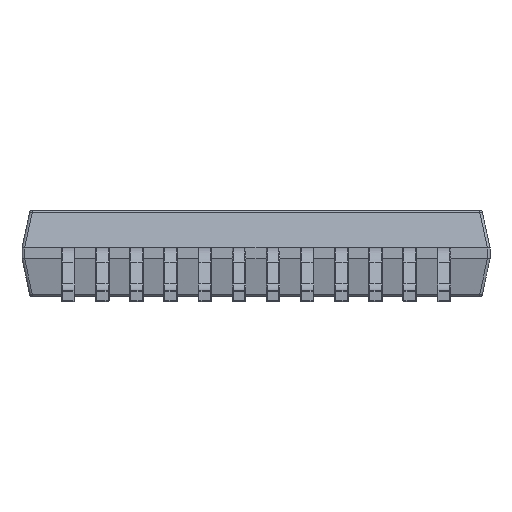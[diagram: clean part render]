
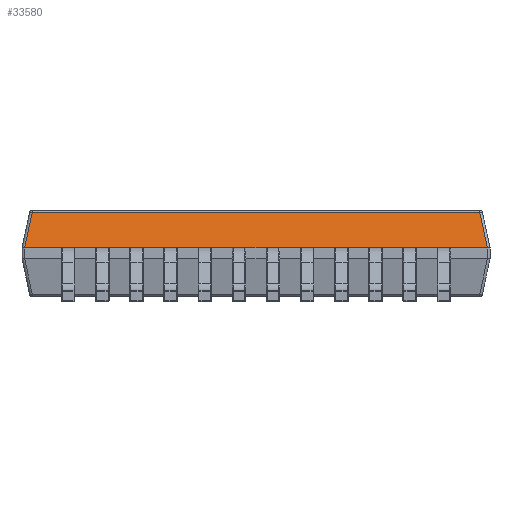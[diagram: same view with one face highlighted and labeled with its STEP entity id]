
A CAD part, left-side view. The second image highlights one B-rep face of the part: STEP entity #33580.
In plain terms, the highlighted planar face has unit normal (-0.978, 0, 0.209).
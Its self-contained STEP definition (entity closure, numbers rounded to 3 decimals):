
#1482 = CARTESIAN_POINT ( 'NONE',  ( -1.95, -4.3, 0.9 ) ) ;
#3230 = DIRECTION ( 'NONE',  ( 0., 1., 0. ) ) ;
#4223 = ORIENTED_EDGE ( 'NONE', *, *, #37646, .T. ) ;
#5034 = CARTESIAN_POINT ( 'NONE',  ( -1.808, -4.16, 1.56 ) ) ;
#8193 = CARTESIAN_POINT ( 'NONE',  ( -1.95, 4.35, 0.9 ) ) ;
#11259 = VERTEX_POINT ( 'NONE', #64660 ) ;
#11734 = EDGE_LOOP ( 'NONE', ( #47722, #22224, #26109, #63568, #68152, #4223 ) ) ;
#11995 = CARTESIAN_POINT ( 'NONE',  ( -1.95, -4.3, 0.9 ) ) ;
#12123 = FACE_OUTER_BOUND ( 'NONE', #11734, .T. ) ;
#13952 = PLANE ( 'NONE',  #66617 ) ;
#13974 = EDGE_CURVE ( 'NONE', #11259, #34753, #23033, .T. ) ;
#16301 = CARTESIAN_POINT ( 'NONE',  ( -1.95, -4.301, 0.9 ) ) ;
#17344 = CARTESIAN_POINT ( 'NONE',  ( -1.95, 4.301, 0.9 ) ) ;
#18436 = CARTESIAN_POINT ( 'NONE',  ( -1.95, 4.3, 0.9 ) ) ;
#22057 = EDGE_CURVE ( 'NONE', #45005, #11259, #53262, .T. ) ;
#22224 = ORIENTED_EDGE ( 'NONE', *, *, #65500, .T. ) ;
#23033 = LINE ( 'NONE', #23399, #25787 ) ;
#23399 = CARTESIAN_POINT ( 'NONE',  ( -1.625, 3.977, 2.415 ) ) ;
#23732 = CARTESIAN_POINT ( 'NONE',  ( -1.625, -3.977, 2.415 ) ) ;
#24941 = LINE ( 'NONE', #8193, #60079 ) ;
#25787 = VECTOR ( 'NONE', #68047, 1000. ) ;
#25839 = DIRECTION ( 'NONE',  ( 0., 1., 0. ) ) ;
#26109 = ORIENTED_EDGE ( 'NONE', *, *, #33328, .T. ) ;
#29270 = LINE ( 'NONE', #23732, #59427 ) ;
#30178 = EDGE_CURVE ( 'NONE', #64377, #39344, #24941, .T. ) ;
#33328 = EDGE_CURVE ( 'NONE', #42894, #45005, #29270, .T. ) ;
#33525 = CARTESIAN_POINT ( 'NONE',  ( -1.95, 4.3, 0.9 ) ) ;
#33580 = ADVANCED_FACE ( 'NONE', ( #12123 ), #13952, .T. ) ;
#33849 = CARTESIAN_POINT ( 'NONE',  ( -1.95, -4.3, 0.9 ) ) ;
#34753 = VERTEX_POINT ( 'NONE', #41007 ) ;
#37646 = EDGE_CURVE ( 'NONE', #34753, #39344, #54639, .T. ) ;
#39344 = VERTEX_POINT ( 'NONE', #33525 ) ;
#40603 = CARTESIAN_POINT ( 'NONE',  ( -1.95, 4.301, 0.9 ) ) ;
#41007 = CARTESIAN_POINT ( 'NONE',  ( -1.95, 4.301, 0.9 ) ) ;
#42894 = VERTEX_POINT ( 'NONE', #16301 ) ;
#42939 = VECTOR ( 'NONE', #3230, 1000. ) ;
#45005 = VERTEX_POINT ( 'NONE', #5034 ) ;
#47722 = ORIENTED_EDGE ( 'NONE', *, *, #30178, .F. ) ;
#51850 =( BOUNDED_CURVE ( )  B_SPLINE_CURVE ( 3, ( #11995, #33849, #73118, #61530 ),
 .UNSPECIFIED., .F., .F. ) 
 B_SPLINE_CURVE_WITH_KNOTS ( ( 4, 4 ),
 ( 0., 0.022 ),
 .UNSPECIFIED. ) 
 CURVE ( )  GEOMETRIC_REPRESENTATION_ITEM ( )  RATIONAL_B_SPLINE_CURVE ( ( 1., 1., 1., 1. ) ) 
 REPRESENTATION_ITEM ( '' )  );
#53262 = LINE ( 'NONE', #53967, #42939 ) ;
#53967 = CARTESIAN_POINT ( 'NONE',  ( -1.808, 0., 1.56 ) ) ;
#54639 =( BOUNDED_CURVE ( )  B_SPLINE_CURVE ( 3, ( #40603, #17344, #63071, #18436 ),
 .UNSPECIFIED., .F., .T. ) 
 B_SPLINE_CURVE_WITH_KNOTS ( ( 4, 4 ),
 ( 6.261, 6.283 ),
 .UNSPECIFIED. ) 
 CURVE ( )  GEOMETRIC_REPRESENTATION_ITEM ( )  RATIONAL_B_SPLINE_CURVE ( ( 1., 1., 1., 1. ) ) 
 REPRESENTATION_ITEM ( '' )  );
#58030 = DIRECTION ( 'NONE',  ( 0.205, 0.205, 0.957 ) ) ;
#59427 = VECTOR ( 'NONE', #58030, 1000. ) ;
#60079 = VECTOR ( 'NONE', #63293, 1000. ) ;
#61530 = CARTESIAN_POINT ( 'NONE',  ( -1.95, -4.301, 0.9 ) ) ;
#63071 = CARTESIAN_POINT ( 'NONE',  ( -1.95, 4.3, 0.9 ) ) ;
#63293 = DIRECTION ( 'NONE',  ( 0., 1., 0. ) ) ;
#63568 = ORIENTED_EDGE ( 'NONE', *, *, #22057, .T. ) ;
#64199 = DIRECTION ( 'NONE',  ( -0.978, 0., 0.21 ) ) ;
#64377 = VERTEX_POINT ( 'NONE', #1482 ) ;
#64660 = CARTESIAN_POINT ( 'NONE',  ( -1.808, 4.16, 1.56 ) ) ;
#65500 = EDGE_CURVE ( 'NONE', #64377, #42894, #51850, .T. ) ;
#66617 = AXIS2_PLACEMENT_3D ( 'NONE', #71657, #64199, #25839 ) ;
#68047 = DIRECTION ( 'NONE',  ( -0.205, 0.205, -0.957 ) ) ;
#68152 = ORIENTED_EDGE ( 'NONE', *, *, #13974, .T. ) ;
#71657 = CARTESIAN_POINT ( 'NONE',  ( -1.8, 0., 1.6 ) ) ;
#73118 = CARTESIAN_POINT ( 'NONE',  ( -1.95, -4.301, 0.9 ) ) ;
